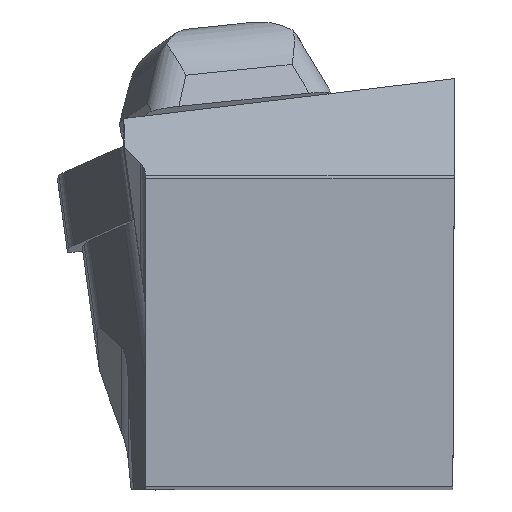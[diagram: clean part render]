
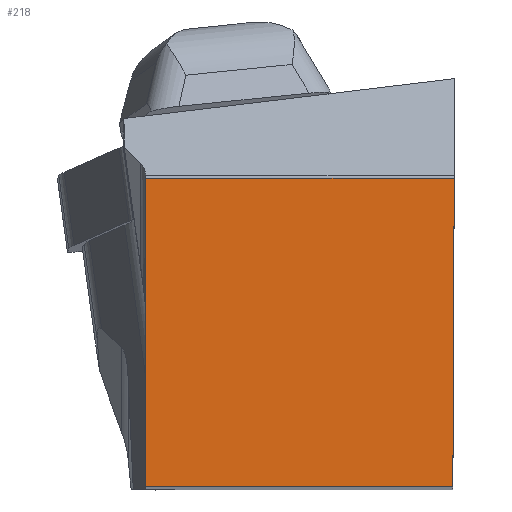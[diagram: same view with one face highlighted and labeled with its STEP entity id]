
A CAD part, top view. The second image highlights one B-rep face of the part: STEP entity #218.
In plain terms, the highlighted planar face has unit normal (0, 0, 1).
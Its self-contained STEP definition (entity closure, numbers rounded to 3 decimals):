
#218=ADVANCED_FACE('CU_BACK_SU1',(#363),#293,.F.);
#293=PLANE('',#1914);
#363=FACE_OUTER_BOUND('',#453,.T.);
#453=EDGE_LOOP('',(#763,#764,#765,#766));
#763=ORIENTED_EDGE('',*,*,#1287,.T.);
#764=ORIENTED_EDGE('',*,*,#1300,.T.);
#765=ORIENTED_EDGE('',*,*,#1328,.T.);
#766=ORIENTED_EDGE('',*,*,#1329,.F.);
#1102=VERTEX_POINT('',#2795);
#1103=VERTEX_POINT('',#2797);
#1112=VERTEX_POINT('',#2819);
#1128=VERTEX_POINT('',#2881);
#1287=EDGE_CURVE('',#1103,#1102,#1498,.T.);
#1300=EDGE_CURVE('',#1102,#1112,#1508,.T.);
#1328=EDGE_CURVE('',#1112,#1128,#1524,.T.);
#1329=EDGE_CURVE('',#1103,#1128,#1525,.T.);
#1498=LINE('',#2796,#1660);
#1508=LINE('',#2820,#1670);
#1524=LINE('',#2880,#1686);
#1525=LINE('',#2882,#1687);
#1660=VECTOR('',#2188,1.);
#1670=VECTOR('',#2206,1.);
#1686=VECTOR('',#2264,1.);
#1687=VECTOR('',#2265,1.);
#1914=AXIS2_PLACEMENT_3D('',#2883,#2266,#2267);
#2188=DIRECTION('',(1.,0.,0.));
#2206=DIRECTION('',(0.004,1.,0.));
#2264=DIRECTION('',(-1.,0.,0.));
#2265=DIRECTION('',(0.,1.,0.));
#2266=DIRECTION('',(0.,0.,-1.));
#2267=DIRECTION('',(0.,-1.,0.));
#2795=CARTESIAN_POINT('',(-0.109,0.,0.));
#2796=CARTESIAN_POINT('',(17.744,0.,0.));
#2797=CARTESIAN_POINT('',(-24.875,0.,0.));
#2819=CARTESIAN_POINT('',(0.,24.875,0.));
#2820=CARTESIAN_POINT('',(0.066,39.952,0.));
#2880=CARTESIAN_POINT('',(17.744,24.875,0.));
#2881=CARTESIAN_POINT('',(-24.875,24.875,0.));
#2882=CARTESIAN_POINT('',(-24.875,39.875,0.));
#2883=CARTESIAN_POINT('',(17.744,39.875,0.));
